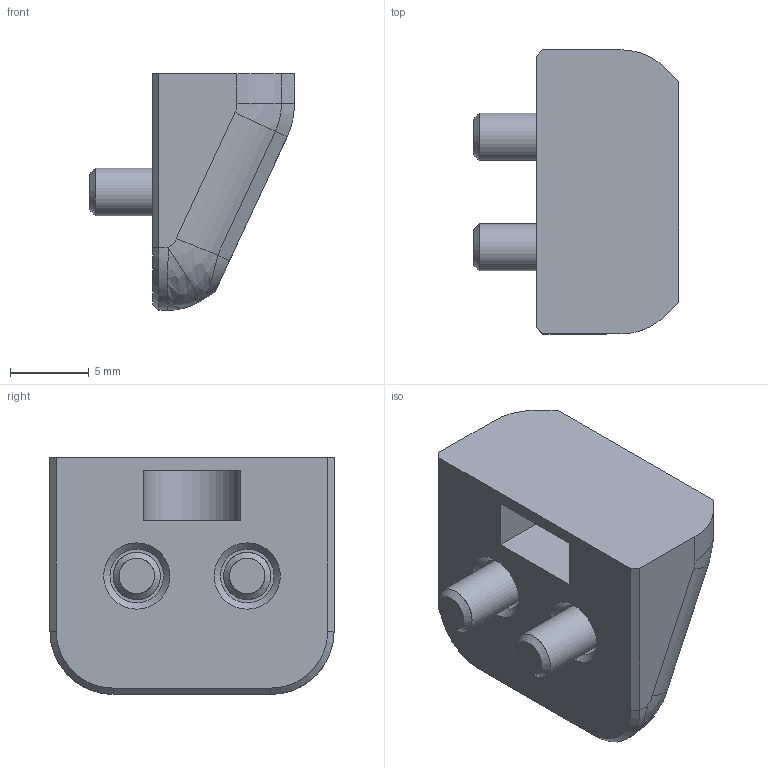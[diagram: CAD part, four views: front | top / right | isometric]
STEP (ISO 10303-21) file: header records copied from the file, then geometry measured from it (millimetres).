
FILE_DESCRIPTION(/* description */ (''),/* implementation_level */ '2;1');
FILE_NAME(/* name */ 'Door_Latch_x4.step',/* time_stamp */ '2020-11-16T21:23:56+01:00',/* author */ (''),/* organization */ (''),/* preprocessor_version */ 'ST-DEVELOPER v18.1',/* originating_system */ 'Autodesk Translation Framework v9.3.0.1241',/* authorisation */ '');
FILE_SCHEMA (('AUTOMOTIVE_DESIGN { 1 0 10303 214 3 1 1 }'));
Length unit declared in the file: millimetre
Products named in the file (2): Door_Latch_x2; M3x8 BHCS_92095A201
Assembly tree (4 placements, depth 2):
  Door_Latch_x2
    M3x8 BHCS_92095A201  x4
Bounding box: 13 x 18 x 15 mm (x, y, z)
Volume: 1666.5 mm3; surface area: 1749.2 mm2
Topology: 5 solids, 5 shells, 132 faces, 258 edges, 151 vertices
Faces by surface type: plane 61, cone 34, cylinder 21, bspline 12, sphere 4
Full cylindrical faces by diameter (mm): 3 x4, 3.4 x2, 5.7 x4, 6 x2
Entity records: 4753 total; most frequent: CARTESIAN_POINT 3159, ORIENTED_EDGE 312, DIRECTION 310, EDGE_CURVE 156, AXIS2_PLACEMENT_3D 114, VERTEX_POINT 94, LINE 82, VECTOR 82
